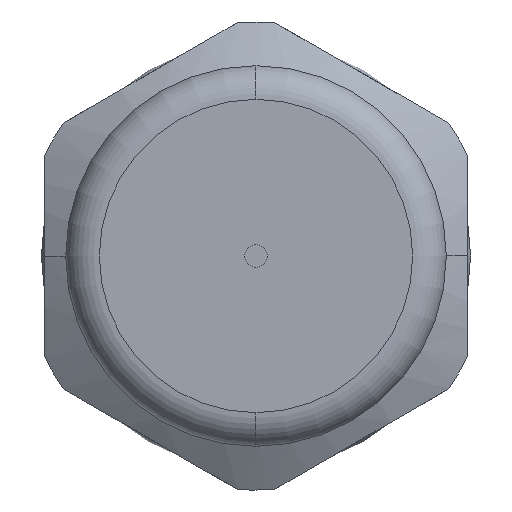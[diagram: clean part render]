
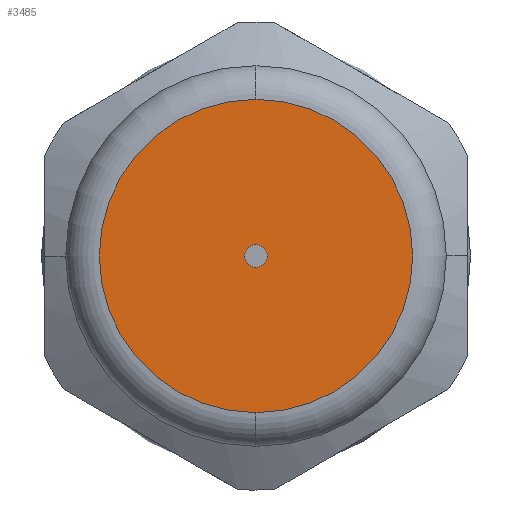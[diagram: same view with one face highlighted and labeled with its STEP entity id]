
A CAD part, left-side view. The second image highlights one B-rep face of the part: STEP entity #3485.
In plain terms, the highlighted planar face has unit normal (-1, 0, 0).
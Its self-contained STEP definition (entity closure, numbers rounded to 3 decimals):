
#105 = AXIS2_PLACEMENT_3D ( 'NONE', #375, #4875, #8059 ) ;
#115 = ORIENTED_EDGE ( 'NONE', *, *, #1122, .F. ) ;
#125 = CARTESIAN_POINT ( 'NONE',  ( -23., 0., 0. ) ) ;
#375 = CARTESIAN_POINT ( 'NONE',  ( -23., 0., 0. ) ) ;
#415 = CIRCLE ( 'NONE', #6881, 8.23 ) ;
#881 = VERTEX_POINT ( 'NONE', #3396 ) ;
#1122 = EDGE_CURVE ( 'NONE', #5932, #1405, #415, .T. ) ;
#1367 = CARTESIAN_POINT ( 'NONE',  ( -23., 0., 0. ) ) ;
#1405 = VERTEX_POINT ( 'NONE', #7746 ) ;
#1851 = EDGE_LOOP ( 'NONE', ( #115, #6279 ) ) ;
#1872 = DIRECTION ( 'NONE',  ( 0., 0., -1. ) ) ;
#1954 = CARTESIAN_POINT ( 'NONE',  ( -23., 0., 0. ) ) ;
#2297 = EDGE_CURVE ( 'NONE', #881, #7422, #5604, .T. ) ;
#2493 = CARTESIAN_POINT ( 'NONE',  ( -23., 0., -0.6 ) ) ;
#2504 = FACE_OUTER_BOUND ( 'NONE', #1851, .T. ) ;
#2511 = EDGE_CURVE ( 'NONE', #1405, #5932, #3315, .T. ) ;
#2574 = DIRECTION ( 'NONE',  ( -1., 0., 0. ) ) ;
#2870 = AXIS2_PLACEMENT_3D ( 'NONE', #1954, #5186, #1872 ) ;
#3257 = EDGE_CURVE ( 'NONE', #7422, #881, #5212, .T. ) ;
#3315 = CIRCLE ( 'NONE', #4293, 8.23 ) ;
#3396 = CARTESIAN_POINT ( 'NONE',  ( -23., 0., 0.6 ) ) ;
#3485 = ADVANCED_FACE ( 'NONE', ( #4204, #2504 ), #5115, .T. ) ;
#3970 = EDGE_LOOP ( 'NONE', ( #4222, #6941 ) ) ;
#4204 = FACE_BOUND ( 'NONE', #3970, .T. ) ;
#4222 = ORIENTED_EDGE ( 'NONE', *, *, #3257, .T. ) ;
#4293 = AXIS2_PLACEMENT_3D ( 'NONE', #125, #4619, #6396 ) ;
#4619 = DIRECTION ( 'NONE',  ( 1., 0., 0. ) ) ;
#4875 = DIRECTION ( 'NONE',  ( 1., 0., 0. ) ) ;
#5115 = PLANE ( 'NONE',  #8023 ) ;
#5186 = DIRECTION ( 'NONE',  ( 1., 0., 0. ) ) ;
#5212 = CIRCLE ( 'NONE', #2870, 0.6 ) ;
#5604 = CIRCLE ( 'NONE', #105, 0.6 ) ;
#5698 = DIRECTION ( 'NONE',  ( 0., 0., -1. ) ) ;
#5853 = CARTESIAN_POINT ( 'NONE',  ( -23., 0., -8.23 ) ) ;
#5932 = VERTEX_POINT ( 'NONE', #5853 ) ;
#6279 = ORIENTED_EDGE ( 'NONE', *, *, #2511, .F. ) ;
#6367 = CARTESIAN_POINT ( 'NONE',  ( -23., 0., -0.6 ) ) ;
#6396 = DIRECTION ( 'NONE',  ( 0., 0., -1. ) ) ;
#6443 = DIRECTION ( 'NONE',  ( 1., 0., 0. ) ) ;
#6881 = AXIS2_PLACEMENT_3D ( 'NONE', #1367, #6443, #5698 ) ;
#6889 = DIRECTION ( 'NONE',  ( 0., 0., 1. ) ) ;
#6941 = ORIENTED_EDGE ( 'NONE', *, *, #2297, .T. ) ;
#7422 = VERTEX_POINT ( 'NONE', #2493 ) ;
#7746 = CARTESIAN_POINT ( 'NONE',  ( -23., 0., 8.23 ) ) ;
#8023 = AXIS2_PLACEMENT_3D ( 'NONE', #6367, #2574, #6889 ) ;
#8059 = DIRECTION ( 'NONE',  ( 0., 0., -1. ) ) ;
